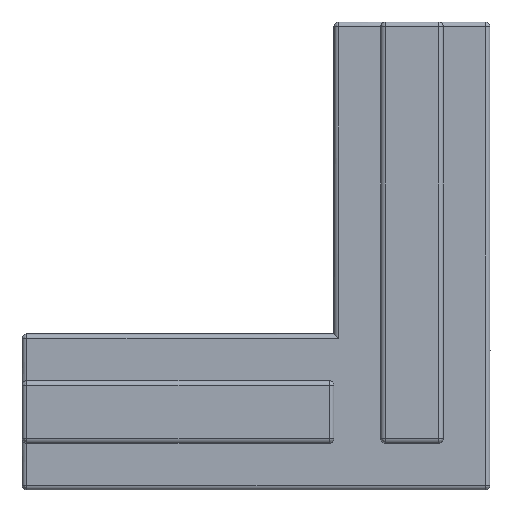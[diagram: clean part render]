
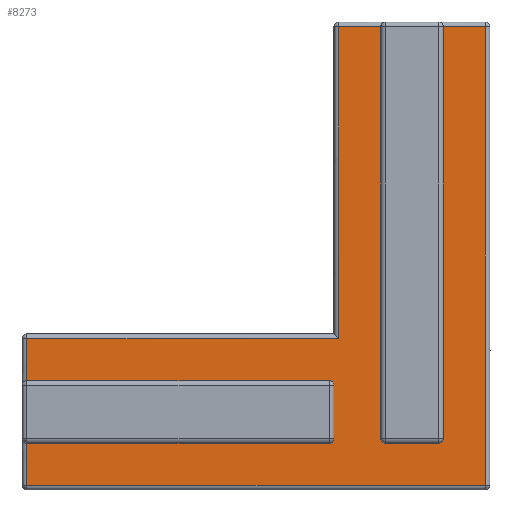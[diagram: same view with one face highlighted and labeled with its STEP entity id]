
A CAD part, left-side view. The second image highlights one B-rep face of the part: STEP entity #8273.
In plain terms, the highlighted planar face has unit normal (-1, 0, 0).
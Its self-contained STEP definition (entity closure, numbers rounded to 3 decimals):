
#63 = VERTEX_POINT ( 'NONE', #7353 ) ;
#318 = EDGE_CURVE ( 'NONE', #5413, #15826, #1126, .T. ) ;
#427 = LINE ( 'NONE', #4442, #15269 ) ;
#482 = LINE ( 'NONE', #14723, #3668 ) ;
#543 = VECTOR ( 'NONE', #14866, 1000. ) ;
#897 = VERTEX_POINT ( 'NONE', #12712 ) ;
#990 = LINE ( 'NONE', #2575, #13495 ) ;
#1126 = LINE ( 'NONE', #7341, #543 ) ;
#2092 = FACE_OUTER_BOUND ( 'NONE', #12462, .T. ) ;
#2123 = CARTESIAN_POINT ( 'NONE',  ( -18.69, 24.08, 7. ) ) ;
#2206 = DIRECTION ( 'NONE',  ( 0., 0., 1. ) ) ;
#2221 = CARTESIAN_POINT ( 'NONE',  ( -18.69, 24.08, 0. ) ) ;
#2446 = DIRECTION ( 'NONE',  ( 0., 1., 0. ) ) ;
#2447 = DIRECTION ( 'NONE',  ( -1., 0., 0. ) ) ;
#2463 = CARTESIAN_POINT ( 'NONE',  ( -18.69, -2.32, 3.3 ) ) ;
#2481 = EDGE_CURVE ( 'NONE', #9612, #3622, #8696, .T. ) ;
#2525 = VECTOR ( 'NONE', #6593, 1000. ) ;
#2575 = CARTESIAN_POINT ( 'NONE',  ( -18.69, 0., 29.7 ) ) ;
#2634 = DIRECTION ( 'NONE',  ( 0., -1., 0. ) ) ;
#2660 = CARTESIAN_POINT ( 'NONE',  ( -18.69, 4.38, 3. ) ) ;
#3416 = AXIS2_PLACEMENT_3D ( 'NONE', #2463, #2447, #2446 ) ;
#3464 = CARTESIAN_POINT ( 'NONE',  ( -18.69, 4.68, 7. ) ) ;
#3526 = ORIENTED_EDGE ( 'NONE', *, *, #2481, .F. ) ;
#3622 = VERTEX_POINT ( 'NONE', #12979 ) ;
#3668 = VECTOR ( 'NONE', #14722, 1000. ) ;
#3784 = ORIENTED_EDGE ( 'NONE', *, *, #6767, .F. ) ;
#3802 = CARTESIAN_POINT ( 'NONE',  ( -18.69, 4.68, 3. ) ) ;
#3927 = VERTEX_POINT ( 'NONE', #5166 ) ;
#4016 = VECTOR ( 'NONE', #13568, 1000. ) ;
#4051 = ORIENTED_EDGE ( 'NONE', *, *, #4639, .F. ) ;
#4123 = ORIENTED_EDGE ( 'NONE', *, *, #13274, .F. ) ;
#4126 = ORIENTED_EDGE ( 'NONE', *, *, #10691, .F. ) ;
#4222 = CIRCLE ( 'NONE', #14371, 0.3 ) ;
#4256 = EDGE_CURVE ( 'NONE', #13804, #5707, #427, .T. ) ;
#4273 = VECTOR ( 'NONE', #14939, 1000. ) ;
#4308 = DIRECTION ( 'NONE',  ( 0., -1., 0. ) ) ;
#4333 = DIRECTION ( 'NONE',  ( -1., 0., 0. ) ) ;
#4342 = ORIENTED_EDGE ( 'NONE', *, *, #9487, .F. ) ;
#4349 = CARTESIAN_POINT ( 'NONE',  ( -18.69, 1.08, 3.3 ) ) ;
#4374 = LINE ( 'NONE', #9239, #14024 ) ;
#4375 = DIRECTION ( 'NONE',  ( 0., 0., -1. ) ) ;
#4442 = CARTESIAN_POINT ( 'NONE',  ( -18.69, 1.38, 30. ) ) ;
#4462 = CARTESIAN_POINT ( 'NONE',  ( -18.69, -2.62, 29.7 ) ) ;
#4544 = ORIENTED_EDGE ( 'NONE', *, *, #6363, .F. ) ;
#4561 = ORIENTED_EDGE ( 'NONE', *, *, #9795, .F. ) ;
#4639 = EDGE_CURVE ( 'NONE', #15288, #9327, #7272, .T. ) ;
#4742 = LINE ( 'NONE', #13245, #14028 ) ;
#4873 = ORIENTED_EDGE ( 'NONE', *, *, #318, .F. ) ;
#4965 = AXIS2_PLACEMENT_3D ( 'NONE', #15574, #15562, #15553 ) ;
#5095 = EDGE_CURVE ( 'NONE', #5367, #6467, #13481, .T. ) ;
#5098 = DIRECTION ( 'NONE',  ( 0., 1., 0. ) ) ;
#5166 = CARTESIAN_POINT ( 'NONE',  ( -18.69, 24.08, 3. ) ) ;
#5192 = CARTESIAN_POINT ( 'NONE',  ( -18.69, 4.38, 0.3 ) ) ;
#5293 = ORIENTED_EDGE ( 'NONE', *, *, #13126, .F. ) ;
#5330 = ORIENTED_EDGE ( 'NONE', *, *, #13901, .F. ) ;
#5340 = LINE ( 'NONE', #5192, #14978 ) ;
#5367 = VERTEX_POINT ( 'NONE', #12661 ) ;
#5413 = VERTEX_POINT ( 'NONE', #12316 ) ;
#5508 = ORIENTED_EDGE ( 'NONE', *, *, #7610, .F. ) ;
#5554 = VERTEX_POINT ( 'NONE', #12246 ) ;
#5614 = LINE ( 'NONE', #6999, #2525 ) ;
#5707 = VERTEX_POINT ( 'NONE', #11040 ) ;
#5900 = ORIENTED_EDGE ( 'NONE', *, *, #5095, .F. ) ;
#6070 = ORIENTED_EDGE ( 'NONE', *, *, #8802, .F. ) ;
#6207 = VERTEX_POINT ( 'NONE', #3802 ) ;
#6363 = EDGE_CURVE ( 'NONE', #5554, #3927, #6634, .T. ) ;
#6467 = VERTEX_POINT ( 'NONE', #8500 ) ;
#6483 = EDGE_CURVE ( 'NONE', #3622, #63, #15018, .T. ) ;
#6593 = DIRECTION ( 'NONE',  ( 0., 0., 1. ) ) ;
#6634 = LINE ( 'NONE', #2221, #10686 ) ;
#6767 = EDGE_CURVE ( 'NONE', #9327, #9612, #482, .T. ) ;
#6945 = ORIENTED_EDGE ( 'NONE', *, *, #4256, .F. ) ;
#6999 = CARTESIAN_POINT ( 'NONE',  ( -18.69, 4.38, 30. ) ) ;
#7052 = LINE ( 'NONE', #14499, #13510 ) ;
#7171 = ORIENTED_EDGE ( 'NONE', *, *, #12837, .F. ) ;
#7272 = CIRCLE ( 'NONE', #4965, 0.3 ) ;
#7341 = CARTESIAN_POINT ( 'NONE',  ( -18.69, -5.32, 30. ) ) ;
#7353 = CARTESIAN_POINT ( 'NONE',  ( -18.69, 4.08, 9.7 ) ) ;
#7387 = ORIENTED_EDGE ( 'NONE', *, *, #13404, .F. ) ;
#7576 = CARTESIAN_POINT ( 'NONE',  ( -18.69, 24.38, 9.7 ) ) ;
#7610 = EDGE_CURVE ( 'NONE', #6467, #897, #14504, .T. ) ;
#7667 = CARTESIAN_POINT ( 'NONE',  ( -18.69, 24.08, 0. ) ) ;
#7731 = DIRECTION ( 'NONE',  ( 0., -1., 0. ) ) ;
#8273 = ADVANCED_FACE ( 'NONE', ( #2092 ), #10671, .F. ) ;
#8329 = VERTEX_POINT ( 'NONE', #8906 ) ;
#8432 = VECTOR ( 'NONE', #8554, 1000. ) ;
#8453 = VERTEX_POINT ( 'NONE', #4462 ) ;
#8500 = CARTESIAN_POINT ( 'NONE',  ( -18.69, -2.32, 3. ) ) ;
#8554 = DIRECTION ( 'NONE',  ( 0., 0., 1. ) ) ;
#8696 = LINE ( 'NONE', #7667, #8432 ) ;
#8802 = EDGE_CURVE ( 'NONE', #5707, #5367, #10757, .T. ) ;
#8906 = CARTESIAN_POINT ( 'NONE',  ( -18.69, 4.08, 29.7 ) ) ;
#9239 = CARTESIAN_POINT ( 'NONE',  ( -18.69, 0., 29.7 ) ) ;
#9327 = VERTEX_POINT ( 'NONE', #3464 ) ;
#9487 = EDGE_CURVE ( 'NONE', #3927, #6207, #11163, .T. ) ;
#9612 = VERTEX_POINT ( 'NONE', #2123 ) ;
#9795 = EDGE_CURVE ( 'NONE', #15826, #5554, #5340, .T. ) ;
#9855 = DIRECTION ( 'NONE',  ( 0., -1., 0. ) ) ;
#10560 = DIRECTION ( 'NONE',  ( 0., 0., -1. ) ) ;
#10654 = DIRECTION ( 'NONE',  ( 1., 0., 0. ) ) ;
#10671 = PLANE ( 'NONE',  #14330 ) ;
#10686 = VECTOR ( 'NONE', #2206, 1000. ) ;
#10691 = EDGE_CURVE ( 'NONE', #6207, #11081, #4222, .T. ) ;
#10757 = CIRCLE ( 'NONE', #14947, 0.3 ) ;
#11040 = CARTESIAN_POINT ( 'NONE',  ( -18.69, 1.38, 3.3 ) ) ;
#11081 = VERTEX_POINT ( 'NONE', #14539 ) ;
#11158 = CARTESIAN_POINT ( 'NONE',  ( -18.69, 4.38, 30. ) ) ;
#11163 = LINE ( 'NONE', #2660, #4273 ) ;
#12246 = CARTESIAN_POINT ( 'NONE',  ( -18.69, 24.08, 0.3 ) ) ;
#12316 = CARTESIAN_POINT ( 'NONE',  ( -18.69, -5.32, 29.7 ) ) ;
#12462 = EDGE_LOOP ( 'NONE', ( #3526, #3784, #4051, #4123, #4126, #4342, #4544, #4561, #4873, #5293, #5330, #5508, #5900, #6070, #6945, #7387, #7171, #15692 ) ) ;
#12661 = CARTESIAN_POINT ( 'NONE',  ( -18.69, 1.08, 3. ) ) ;
#12712 = CARTESIAN_POINT ( 'NONE',  ( -18.69, -2.62, 3.3 ) ) ;
#12837 = EDGE_CURVE ( 'NONE', #63, #8329, #7052, .T. ) ;
#12979 = CARTESIAN_POINT ( 'NONE',  ( -18.69, 24.08, 9.7 ) ) ;
#13126 = EDGE_CURVE ( 'NONE', #8453, #5413, #4374, .T. ) ;
#13245 = CARTESIAN_POINT ( 'NONE',  ( -18.69, -2.62, 30. ) ) ;
#13274 = EDGE_CURVE ( 'NONE', #11081, #15288, #5614, .T. ) ;
#13311 = DIRECTION ( 'NONE',  ( 0., 0., 1. ) ) ;
#13404 = EDGE_CURVE ( 'NONE', #8329, #13804, #990, .T. ) ;
#13481 = LINE ( 'NONE', #13608, #4016 ) ;
#13495 = VECTOR ( 'NONE', #2634, 1000. ) ;
#13510 = VECTOR ( 'NONE', #14135, 1000. ) ;
#13568 = DIRECTION ( 'NONE',  ( 0., -1., 0. ) ) ;
#13608 = CARTESIAN_POINT ( 'NONE',  ( -18.69, 4.38, 3. ) ) ;
#13804 = VERTEX_POINT ( 'NONE', #14405 ) ;
#13901 = EDGE_CURVE ( 'NONE', #897, #8453, #4742, .T. ) ;
#14024 = VECTOR ( 'NONE', #9855, 1000. ) ;
#14028 = VECTOR ( 'NONE', #13311, 1000. ) ;
#14135 = DIRECTION ( 'NONE',  ( 0., 0., 1. ) ) ;
#14218 = CARTESIAN_POINT ( 'NONE',  ( -18.69, -5.32, 0.3 ) ) ;
#14330 = AXIS2_PLACEMENT_3D ( 'NONE', #11158, #10654, #10560 ) ;
#14371 = AXIS2_PLACEMENT_3D ( 'NONE', #15825, #15344, #15517 ) ;
#14405 = CARTESIAN_POINT ( 'NONE',  ( -18.69, 1.38, 29.7 ) ) ;
#14499 = CARTESIAN_POINT ( 'NONE',  ( -18.69, 4.08, 30. ) ) ;
#14504 = CIRCLE ( 'NONE', #3416, 0.3 ) ;
#14539 = CARTESIAN_POINT ( 'NONE',  ( -18.69, 4.38, 3.3 ) ) ;
#14722 = DIRECTION ( 'NONE',  ( 0., 1., 0. ) ) ;
#14723 = CARTESIAN_POINT ( 'NONE',  ( -18.69, 4.38, 7. ) ) ;
#14866 = DIRECTION ( 'NONE',  ( 0., 0., -1. ) ) ;
#14939 = DIRECTION ( 'NONE',  ( 0., -1., 0. ) ) ;
#14944 = CARTESIAN_POINT ( 'NONE',  ( -18.69, 4.38, 6.7 ) ) ;
#14947 = AXIS2_PLACEMENT_3D ( 'NONE', #4349, #4333, #4308 ) ;
#14978 = VECTOR ( 'NONE', #5098, 1000. ) ;
#15018 = LINE ( 'NONE', #7576, #15050 ) ;
#15050 = VECTOR ( 'NONE', #7731, 1000. ) ;
#15269 = VECTOR ( 'NONE', #4375, 1000. ) ;
#15288 = VERTEX_POINT ( 'NONE', #14944 ) ;
#15344 = DIRECTION ( 'NONE',  ( -1., 0., 0. ) ) ;
#15517 = DIRECTION ( 'NONE',  ( 0., -1., 0. ) ) ;
#15553 = DIRECTION ( 'NONE',  ( 0., 1., 0. ) ) ;
#15562 = DIRECTION ( 'NONE',  ( -1., 0., 0. ) ) ;
#15574 = CARTESIAN_POINT ( 'NONE',  ( -18.69, 4.68, 6.7 ) ) ;
#15692 = ORIENTED_EDGE ( 'NONE', *, *, #6483, .F. ) ;
#15825 = CARTESIAN_POINT ( 'NONE',  ( -18.69, 4.68, 3.3 ) ) ;
#15826 = VERTEX_POINT ( 'NONE', #14218 ) ;
